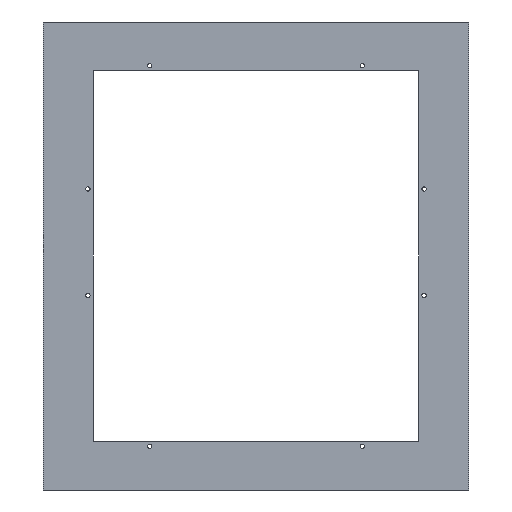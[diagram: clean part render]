
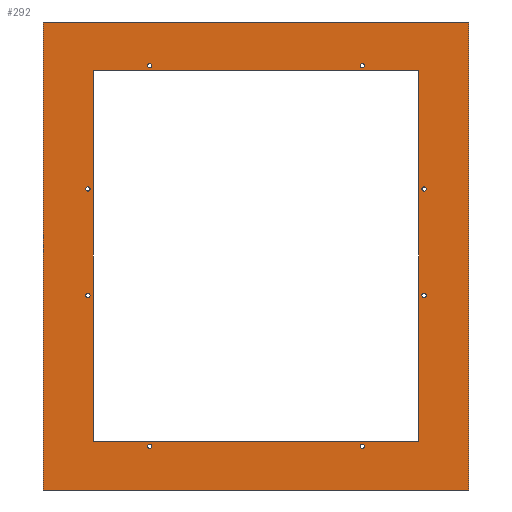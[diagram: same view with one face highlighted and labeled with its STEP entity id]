
A CAD part, front view. The second image highlights one B-rep face of the part: STEP entity #292.
In plain terms, the highlighted planar face has unit normal (0, -1, 0).
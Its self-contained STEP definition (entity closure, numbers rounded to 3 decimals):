
#55=AXIS2_PLACEMENT_3D('Circle Axis2P3D',#53,#54,$) ;
#79=AXIS2_PLACEMENT_3D('Circle Axis2P3D',#77,#78,$) ;
#92=AXIS2_PLACEMENT_3D('Plane Axis2P3D',#89,#90,#91) ;
#134=AXIS2_PLACEMENT_3D('Circle Axis2P3D',#132,#133,$) ;
#143=AXIS2_PLACEMENT_3D('Circle Axis2P3D',#141,#142,$) ;
#152=AXIS2_PLACEMENT_3D('Circle Axis2P3D',#150,#151,$) ;
#161=AXIS2_PLACEMENT_3D('Circle Axis2P3D',#159,#160,$) ;
#170=AXIS2_PLACEMENT_3D('Circle Axis2P3D',#168,#169,$) ;
#179=AXIS2_PLACEMENT_3D('Circle Axis2P3D',#177,#178,$) ;
#188=AXIS2_PLACEMENT_3D('Circle Axis2P3D',#186,#187,$) ;
#197=AXIS2_PLACEMENT_3D('Circle Axis2P3D',#195,#196,$) ;
#206=AXIS2_PLACEMENT_3D('Circle Axis2P3D',#204,#205,$) ;
#215=AXIS2_PLACEMENT_3D('Circle Axis2P3D',#213,#214,$) ;
#224=AXIS2_PLACEMENT_3D('Circle Axis2P3D',#222,#223,$) ;
#233=AXIS2_PLACEMENT_3D('Circle Axis2P3D',#231,#232,$) ;
#242=AXIS2_PLACEMENT_3D('Circle Axis2P3D',#240,#241,$) ;
#251=AXIS2_PLACEMENT_3D('Circle Axis2P3D',#249,#250,$) ;
#50=CARTESIAN_POINT('Vertex',(-32.845,-139.,267.459)) ;
#53=CARTESIAN_POINT('Axis2P3D Location',(-34.601,-139.,266.5)) ;
#57=CARTESIAN_POINT('Vertex',(-36.356,-139.,265.541)) ;
#77=CARTESIAN_POINT('Axis2P3D Location',(-34.601,-139.,266.5)) ;
#89=CARTESIAN_POINT('Axis2P3D Location',(123.399,-139.,203.5)) ;
#94=CARTESIAN_POINT('Line Origine',(123.399,-139.,423.5)) ;
#98=CARTESIAN_POINT('Vertex',(-76.601,-139.,423.5)) ;
#100=CARTESIAN_POINT('Vertex',(323.399,-139.,423.5)) ;
#103=CARTESIAN_POINT('Line Origine',(-76.601,-139.,203.5)) ;
#107=CARTESIAN_POINT('Vertex',(-76.601,-139.,-16.5)) ;
#110=CARTESIAN_POINT('Line Origine',(123.399,-139.,-16.5)) ;
#114=CARTESIAN_POINT('Vertex',(323.399,-139.,-16.5)) ;
#117=CARTESIAN_POINT('Line Origine',(323.399,-139.,203.5)) ;
#132=CARTESIAN_POINT('Axis2P3D Location',(-34.601,-139.,166.5)) ;
#136=CARTESIAN_POINT('Vertex',(-36.356,-139.,165.541)) ;
#138=CARTESIAN_POINT('Vertex',(-32.845,-139.,167.459)) ;
#141=CARTESIAN_POINT('Axis2P3D Location',(-34.601,-139.,166.5)) ;
#150=CARTESIAN_POINT('Axis2P3D Location',(23.399,-139.,382.5)) ;
#154=CARTESIAN_POINT('Vertex',(21.644,-139.,381.541)) ;
#156=CARTESIAN_POINT('Vertex',(25.155,-139.,383.459)) ;
#159=CARTESIAN_POINT('Axis2P3D Location',(23.399,-139.,382.5)) ;
#168=CARTESIAN_POINT('Axis2P3D Location',(223.399,-139.,382.5)) ;
#172=CARTESIAN_POINT('Vertex',(221.644,-139.,381.541)) ;
#174=CARTESIAN_POINT('Vertex',(225.155,-139.,383.459)) ;
#177=CARTESIAN_POINT('Axis2P3D Location',(223.399,-139.,382.5)) ;
#186=CARTESIAN_POINT('Axis2P3D Location',(281.399,-139.,266.5)) ;
#190=CARTESIAN_POINT('Vertex',(279.644,-139.,265.541)) ;
#192=CARTESIAN_POINT('Vertex',(283.155,-139.,267.459)) ;
#195=CARTESIAN_POINT('Axis2P3D Location',(281.399,-139.,266.5)) ;
#204=CARTESIAN_POINT('Axis2P3D Location',(281.399,-139.,166.5)) ;
#208=CARTESIAN_POINT('Vertex',(279.644,-139.,165.541)) ;
#210=CARTESIAN_POINT('Vertex',(283.155,-139.,167.459)) ;
#213=CARTESIAN_POINT('Axis2P3D Location',(281.399,-139.,166.5)) ;
#222=CARTESIAN_POINT('Axis2P3D Location',(223.399,-139.,24.5)) ;
#226=CARTESIAN_POINT('Vertex',(221.644,-139.,23.541)) ;
#228=CARTESIAN_POINT('Vertex',(225.155,-139.,25.459)) ;
#231=CARTESIAN_POINT('Axis2P3D Location',(223.399,-139.,24.5)) ;
#240=CARTESIAN_POINT('Axis2P3D Location',(23.399,-139.,24.5)) ;
#244=CARTESIAN_POINT('Vertex',(21.644,-139.,23.541)) ;
#246=CARTESIAN_POINT('Vertex',(25.155,-139.,25.459)) ;
#249=CARTESIAN_POINT('Axis2P3D Location',(23.399,-139.,24.5)) ;
#258=CARTESIAN_POINT('Line Origine',(276.399,-139.,203.5)) ;
#262=CARTESIAN_POINT('Vertex',(276.399,-139.,377.5)) ;
#264=CARTESIAN_POINT('Vertex',(276.399,-139.,29.5)) ;
#267=CARTESIAN_POINT('Line Origine',(123.399,-139.,29.5)) ;
#271=CARTESIAN_POINT('Vertex',(-29.601,-139.,29.5)) ;
#274=CARTESIAN_POINT('Line Origine',(-29.601,-139.,203.5)) ;
#278=CARTESIAN_POINT('Vertex',(-29.601,-139.,377.5)) ;
#281=CARTESIAN_POINT('Line Origine',(123.399,-139.,377.5)) ;
#54=DIRECTION('Axis2P3D Direction',(0.,-1.,-0.)) ;
#78=DIRECTION('Axis2P3D Direction',(0.,-1.,-0.)) ;
#90=DIRECTION('Axis2P3D Direction',(0.,1.,-0.)) ;
#91=DIRECTION('Axis2P3D XDirection',(-1.,0.,0.)) ;
#95=DIRECTION('Vector Direction',(-1.,0.,0.)) ;
#104=DIRECTION('Vector Direction',(0.,0.,1.)) ;
#111=DIRECTION('Vector Direction',(1.,0.,0.)) ;
#118=DIRECTION('Vector Direction',(0.,0.,-1.)) ;
#133=DIRECTION('Axis2P3D Direction',(0.,1.,-0.)) ;
#142=DIRECTION('Axis2P3D Direction',(0.,1.,-0.)) ;
#151=DIRECTION('Axis2P3D Direction',(0.,1.,-0.)) ;
#160=DIRECTION('Axis2P3D Direction',(0.,1.,-0.)) ;
#169=DIRECTION('Axis2P3D Direction',(0.,1.,-0.)) ;
#178=DIRECTION('Axis2P3D Direction',(0.,1.,-0.)) ;
#187=DIRECTION('Axis2P3D Direction',(0.,1.,-0.)) ;
#196=DIRECTION('Axis2P3D Direction',(0.,1.,-0.)) ;
#205=DIRECTION('Axis2P3D Direction',(0.,1.,-0.)) ;
#214=DIRECTION('Axis2P3D Direction',(0.,1.,-0.)) ;
#223=DIRECTION('Axis2P3D Direction',(0.,1.,-0.)) ;
#232=DIRECTION('Axis2P3D Direction',(0.,1.,-0.)) ;
#241=DIRECTION('Axis2P3D Direction',(0.,1.,-0.)) ;
#250=DIRECTION('Axis2P3D Direction',(0.,1.,-0.)) ;
#259=DIRECTION('Vector Direction',(0.,0.,-1.)) ;
#268=DIRECTION('Vector Direction',(1.,0.,0.)) ;
#275=DIRECTION('Vector Direction',(0.,0.,1.)) ;
#282=DIRECTION('Vector Direction',(-1.,0.,0.)) ;
#96=VECTOR('Line Direction',#95,1.) ;
#105=VECTOR('Line Direction',#104,1.) ;
#112=VECTOR('Line Direction',#111,1.) ;
#119=VECTOR('Line Direction',#118,1.) ;
#260=VECTOR('Line Direction',#259,1.) ;
#269=VECTOR('Line Direction',#268,1.) ;
#276=VECTOR('Line Direction',#275,1.) ;
#283=VECTOR('Line Direction',#282,1.) ;
#123=ORIENTED_EDGE('',*,*,#102,.F.) ;
#124=ORIENTED_EDGE('',*,*,#109,.F.) ;
#125=ORIENTED_EDGE('',*,*,#116,.F.) ;
#126=ORIENTED_EDGE('',*,*,#121,.F.) ;
#129=ORIENTED_EDGE('',*,*,#81,.F.) ;
#130=ORIENTED_EDGE('',*,*,#59,.F.) ;
#147=ORIENTED_EDGE('',*,*,#140,.F.) ;
#148=ORIENTED_EDGE('',*,*,#145,.F.) ;
#165=ORIENTED_EDGE('',*,*,#158,.F.) ;
#166=ORIENTED_EDGE('',*,*,#163,.F.) ;
#183=ORIENTED_EDGE('',*,*,#176,.F.) ;
#184=ORIENTED_EDGE('',*,*,#181,.F.) ;
#201=ORIENTED_EDGE('',*,*,#194,.F.) ;
#202=ORIENTED_EDGE('',*,*,#199,.F.) ;
#219=ORIENTED_EDGE('',*,*,#212,.F.) ;
#220=ORIENTED_EDGE('',*,*,#217,.F.) ;
#237=ORIENTED_EDGE('',*,*,#230,.F.) ;
#238=ORIENTED_EDGE('',*,*,#235,.F.) ;
#255=ORIENTED_EDGE('',*,*,#248,.F.) ;
#256=ORIENTED_EDGE('',*,*,#253,.F.) ;
#287=ORIENTED_EDGE('',*,*,#266,.T.) ;
#288=ORIENTED_EDGE('',*,*,#273,.T.) ;
#289=ORIENTED_EDGE('',*,*,#280,.T.) ;
#290=ORIENTED_EDGE('',*,*,#285,.T.) ;
#131=FACE_BOUND('',#128,.T.) ;
#149=FACE_BOUND('',#146,.T.) ;
#167=FACE_BOUND('',#164,.T.) ;
#185=FACE_BOUND('',#182,.T.) ;
#203=FACE_BOUND('',#200,.T.) ;
#221=FACE_BOUND('',#218,.T.) ;
#239=FACE_BOUND('',#236,.T.) ;
#257=FACE_BOUND('',#254,.T.) ;
#291=FACE_BOUND('',#286,.T.) ;
#292=ADVANCED_FACE('E6.2_IV_FS_F_COMPARTMENT_DOOR_DRILLING',(#127,#131,#149,#167,#185,#203,#221,#239,#257,#291),#93,.F.) ;
#56=CIRCLE('generated circle',#55,2.) ;
#80=CIRCLE('generated circle',#79,2.) ;
#135=CIRCLE('generated circle',#134,2.) ;
#144=CIRCLE('generated circle',#143,2.) ;
#153=CIRCLE('generated circle',#152,2.) ;
#162=CIRCLE('generated circle',#161,2.) ;
#171=CIRCLE('generated circle',#170,2.) ;
#180=CIRCLE('generated circle',#179,2.) ;
#189=CIRCLE('generated circle',#188,2.) ;
#198=CIRCLE('generated circle',#197,2.) ;
#207=CIRCLE('generated circle',#206,2.) ;
#216=CIRCLE('generated circle',#215,2.) ;
#225=CIRCLE('generated circle',#224,2.) ;
#234=CIRCLE('generated circle',#233,2.) ;
#243=CIRCLE('generated circle',#242,2.) ;
#252=CIRCLE('generated circle',#251,2.) ;
#59=EDGE_CURVE('',#51,#58,#56,.T.) ;
#81=EDGE_CURVE('',#58,#51,#80,.T.) ;
#102=EDGE_CURVE('',#99,#101,#97,.F.) ;
#109=EDGE_CURVE('',#108,#99,#106,.T.) ;
#116=EDGE_CURVE('',#115,#108,#113,.F.) ;
#121=EDGE_CURVE('',#101,#115,#120,.T.) ;
#140=EDGE_CURVE('',#137,#139,#135,.F.) ;
#145=EDGE_CURVE('',#139,#137,#144,.F.) ;
#158=EDGE_CURVE('',#155,#157,#153,.F.) ;
#163=EDGE_CURVE('',#157,#155,#162,.F.) ;
#176=EDGE_CURVE('',#173,#175,#171,.F.) ;
#181=EDGE_CURVE('',#175,#173,#180,.F.) ;
#194=EDGE_CURVE('',#191,#193,#189,.F.) ;
#199=EDGE_CURVE('',#193,#191,#198,.F.) ;
#212=EDGE_CURVE('',#209,#211,#207,.F.) ;
#217=EDGE_CURVE('',#211,#209,#216,.F.) ;
#230=EDGE_CURVE('',#227,#229,#225,.F.) ;
#235=EDGE_CURVE('',#229,#227,#234,.F.) ;
#248=EDGE_CURVE('',#245,#247,#243,.F.) ;
#253=EDGE_CURVE('',#247,#245,#252,.F.) ;
#266=EDGE_CURVE('',#263,#265,#261,.T.) ;
#273=EDGE_CURVE('',#265,#272,#270,.F.) ;
#280=EDGE_CURVE('',#272,#279,#277,.T.) ;
#285=EDGE_CURVE('',#279,#263,#284,.F.) ;
#122=EDGE_LOOP('',(#123,#124,#125,#126)) ;
#128=EDGE_LOOP('',(#129,#130)) ;
#146=EDGE_LOOP('',(#147,#148)) ;
#164=EDGE_LOOP('',(#165,#166)) ;
#182=EDGE_LOOP('',(#183,#184)) ;
#200=EDGE_LOOP('',(#201,#202)) ;
#218=EDGE_LOOP('',(#219,#220)) ;
#236=EDGE_LOOP('',(#237,#238)) ;
#254=EDGE_LOOP('',(#255,#256)) ;
#286=EDGE_LOOP('',(#287,#288,#289,#290)) ;
#127=FACE_OUTER_BOUND('',#122,.T.) ;
#97=LINE('Line',#94,#96) ;
#106=LINE('Line',#103,#105) ;
#113=LINE('Line',#110,#112) ;
#120=LINE('Line',#117,#119) ;
#261=LINE('Line',#258,#260) ;
#270=LINE('Line',#267,#269) ;
#277=LINE('Line',#274,#276) ;
#284=LINE('Line',#281,#283) ;
#93=PLANE('',#92) ;
#51=VERTEX_POINT('',#50) ;
#58=VERTEX_POINT('',#57) ;
#99=VERTEX_POINT('',#98) ;
#101=VERTEX_POINT('',#100) ;
#108=VERTEX_POINT('',#107) ;
#115=VERTEX_POINT('',#114) ;
#137=VERTEX_POINT('',#136) ;
#139=VERTEX_POINT('',#138) ;
#155=VERTEX_POINT('',#154) ;
#157=VERTEX_POINT('',#156) ;
#173=VERTEX_POINT('',#172) ;
#175=VERTEX_POINT('',#174) ;
#191=VERTEX_POINT('',#190) ;
#193=VERTEX_POINT('',#192) ;
#209=VERTEX_POINT('',#208) ;
#211=VERTEX_POINT('',#210) ;
#227=VERTEX_POINT('',#226) ;
#229=VERTEX_POINT('',#228) ;
#245=VERTEX_POINT('',#244) ;
#247=VERTEX_POINT('',#246) ;
#263=VERTEX_POINT('',#262) ;
#265=VERTEX_POINT('',#264) ;
#272=VERTEX_POINT('',#271) ;
#279=VERTEX_POINT('',#278) ;
